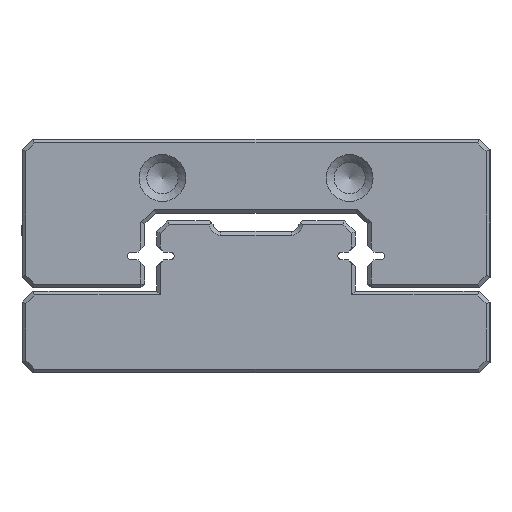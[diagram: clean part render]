
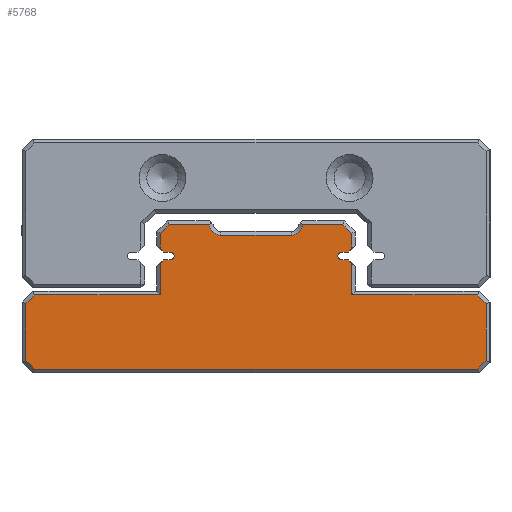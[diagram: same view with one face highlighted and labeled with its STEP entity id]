
A CAD part, left-side view. The second image highlights one B-rep face of the part: STEP entity #5768.
In plain terms, the highlighted planar face has unit normal (-1, 0, 0).
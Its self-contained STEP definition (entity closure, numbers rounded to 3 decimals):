
#5466=CIRCLE('',#24960,0.25);
#5472=CIRCLE('',#24978,0.25);
#5478=CIRCLE('',#24990,0.75);
#5479=CIRCLE('',#24991,0.75);
#5768=ADVANCED_FACE('',(#7834),#6991,.T.);
#6991=PLANE('',#24992);
#7834=FACE_OUTER_BOUND('',#8803,.T.);
#8803=EDGE_LOOP('',(#10542,#10543,#10544,#10545,#10546,#10547,#10548,#10549,
#10550,#10551,#10552,#10553,#10554,#10555,#10556,#10557,#10558,#10559,#10560,
#10561,#10562,#10563,#10564,#10565,#10566,#10567,#10568,#10569,#10570,#10571));
#10542=ORIENTED_EDGE('',*,*,#18029,.T.);
#10543=ORIENTED_EDGE('',*,*,#18030,.T.);
#10544=ORIENTED_EDGE('',*,*,#18031,.T.);
#10545=ORIENTED_EDGE('',*,*,#18032,.T.);
#10546=ORIENTED_EDGE('',*,*,#18033,.T.);
#10547=ORIENTED_EDGE('',*,*,#18034,.T.);
#10548=ORIENTED_EDGE('',*,*,#18035,.T.);
#10549=ORIENTED_EDGE('',*,*,#17955,.F.);
#10550=ORIENTED_EDGE('',*,*,#17949,.F.);
#10551=ORIENTED_EDGE('',*,*,#17946,.F.);
#10552=ORIENTED_EDGE('',*,*,#17943,.F.);
#10553=ORIENTED_EDGE('',*,*,#17941,.F.);
#10554=ORIENTED_EDGE('',*,*,#18036,.T.);
#10555=ORIENTED_EDGE('',*,*,#18037,.T.);
#10556=ORIENTED_EDGE('',*,*,#18038,.T.);
#10557=ORIENTED_EDGE('',*,*,#18039,.T.);
#10558=ORIENTED_EDGE('',*,*,#18040,.T.);
#10559=ORIENTED_EDGE('',*,*,#18041,.T.);
#10560=ORIENTED_EDGE('',*,*,#18042,.T.);
#10561=ORIENTED_EDGE('',*,*,#18043,.T.);
#10562=ORIENTED_EDGE('',*,*,#18044,.T.);
#10563=ORIENTED_EDGE('',*,*,#18045,.T.);
#10564=ORIENTED_EDGE('',*,*,#18046,.T.);
#10565=ORIENTED_EDGE('',*,*,#17999,.F.);
#10566=ORIENTED_EDGE('',*,*,#17993,.F.);
#10567=ORIENTED_EDGE('',*,*,#17990,.F.);
#10568=ORIENTED_EDGE('',*,*,#17987,.F.);
#10569=ORIENTED_EDGE('',*,*,#17985,.F.);
#10570=ORIENTED_EDGE('',*,*,#18047,.T.);
#10571=ORIENTED_EDGE('',*,*,#18048,.T.);
#16004=VERTEX_POINT('',#31185);
#16005=VERTEX_POINT('',#31187);
#16006=VERTEX_POINT('',#31191);
#16008=VERTEX_POINT('',#31197);
#16010=VERTEX_POINT('',#31203);
#16015=VERTEX_POINT('',#31215);
#16040=VERTEX_POINT('',#31277);
#16041=VERTEX_POINT('',#31279);
#16042=VERTEX_POINT('',#31283);
#16044=VERTEX_POINT('',#31289);
#16046=VERTEX_POINT('',#31295);
#16051=VERTEX_POINT('',#31307);
#16076=VERTEX_POINT('',#31366);
#16077=VERTEX_POINT('',#31367);
#16078=VERTEX_POINT('',#31369);
#16079=VERTEX_POINT('',#31371);
#16080=VERTEX_POINT('',#31373);
#16081=VERTEX_POINT('',#31375);
#16082=VERTEX_POINT('',#31377);
#16083=VERTEX_POINT('',#31380);
#16084=VERTEX_POINT('',#31382);
#16085=VERTEX_POINT('',#31384);
#16086=VERTEX_POINT('',#31386);
#16087=VERTEX_POINT('',#31388);
#16088=VERTEX_POINT('',#31390);
#16089=VERTEX_POINT('',#31392);
#16090=VERTEX_POINT('',#31394);
#16091=VERTEX_POINT('',#31396);
#16092=VERTEX_POINT('',#31398);
#16093=VERTEX_POINT('',#31401);
#17941=EDGE_CURVE('',#16004,#16005,#20708,.T.);
#17943=EDGE_CURVE('',#16005,#16006,#20710,.T.);
#17946=EDGE_CURVE('',#16006,#16008,#5466,.T.);
#17949=EDGE_CURVE('',#16008,#16010,#20714,.T.);
#17955=EDGE_CURVE('',#16010,#16015,#20720,.T.);
#17985=EDGE_CURVE('',#16040,#16041,#20746,.T.);
#17987=EDGE_CURVE('',#16041,#16042,#20748,.T.);
#17990=EDGE_CURVE('',#16042,#16044,#5472,.T.);
#17993=EDGE_CURVE('',#16044,#16046,#20752,.T.);
#17999=EDGE_CURVE('',#16046,#16051,#20758,.T.);
#18029=EDGE_CURVE('',#16076,#16077,#20784,.T.);
#18030=EDGE_CURVE('',#16077,#16078,#5478,.T.);
#18031=EDGE_CURVE('',#16078,#16079,#20785,.T.);
#18032=EDGE_CURVE('',#16079,#16080,#5479,.T.);
#18033=EDGE_CURVE('',#16080,#16081,#20786,.T.);
#18034=EDGE_CURVE('',#16081,#16082,#20787,.T.);
#18035=EDGE_CURVE('',#16082,#16015,#20788,.T.);
#18036=EDGE_CURVE('',#16004,#16083,#20789,.T.);
#18037=EDGE_CURVE('',#16083,#16084,#20790,.T.);
#18038=EDGE_CURVE('',#16084,#16085,#20791,.T.);
#18039=EDGE_CURVE('',#16085,#16086,#20792,.T.);
#18040=EDGE_CURVE('',#16086,#16087,#20793,.T.);
#18041=EDGE_CURVE('',#16087,#16088,#20794,.T.);
#18042=EDGE_CURVE('',#16088,#16089,#20795,.T.);
#18043=EDGE_CURVE('',#16089,#16090,#20796,.T.);
#18044=EDGE_CURVE('',#16090,#16091,#20797,.T.);
#18045=EDGE_CURVE('',#16091,#16092,#20798,.T.);
#18046=EDGE_CURVE('',#16092,#16051,#20799,.T.);
#18047=EDGE_CURVE('',#16040,#16093,#20800,.T.);
#18048=EDGE_CURVE('',#16093,#16076,#20801,.T.);
#20708=LINE('',#31186,#22830);
#20710=LINE('',#31190,#22832);
#20714=LINE('',#31202,#22836);
#20720=LINE('',#31214,#22842);
#20746=LINE('',#31278,#22868);
#20748=LINE('',#31282,#22870);
#20752=LINE('',#31294,#22874);
#20758=LINE('',#31306,#22880);
#20784=LINE('',#31365,#22906);
#20785=LINE('',#31370,#22907);
#20786=LINE('',#31374,#22908);
#20787=LINE('',#31376,#22909);
#20788=LINE('',#31378,#22910);
#20789=LINE('',#31379,#22911);
#20790=LINE('',#31381,#22912);
#20791=LINE('',#31383,#22913);
#20792=LINE('',#31385,#22914);
#20793=LINE('',#31387,#22915);
#20794=LINE('',#31389,#22916);
#20795=LINE('',#31391,#22917);
#20796=LINE('',#31393,#22918);
#20797=LINE('',#31395,#22919);
#20798=LINE('',#31397,#22920);
#20799=LINE('',#31399,#22921);
#20800=LINE('',#31400,#22922);
#20801=LINE('',#31402,#22923);
#22830=VECTOR('',#26355,1.);
#22832=VECTOR('',#26359,1.);
#22836=VECTOR('',#26371,1.);
#22842=VECTOR('',#26379,1.);
#22868=VECTOR('',#26429,1.);
#22870=VECTOR('',#26433,1.);
#22874=VECTOR('',#26445,1.);
#22880=VECTOR('',#26453,1.);
#22906=VECTOR('',#26495,1.);
#22907=VECTOR('',#26498,1.);
#22908=VECTOR('',#26501,1.);
#22909=VECTOR('',#26502,1.);
#22910=VECTOR('',#26503,1.);
#22911=VECTOR('',#26504,1.);
#22912=VECTOR('',#26505,1.);
#22913=VECTOR('',#26506,1.);
#22914=VECTOR('',#26507,1.);
#22915=VECTOR('',#26508,1.);
#22916=VECTOR('',#26509,1.);
#22917=VECTOR('',#26510,1.);
#22918=VECTOR('',#26511,1.);
#22919=VECTOR('',#26512,1.);
#22920=VECTOR('',#26513,1.);
#22921=VECTOR('',#26514,1.);
#22922=VECTOR('',#26515,1.);
#22923=VECTOR('',#26516,1.);
#24960=AXIS2_PLACEMENT_3D('',#31196,#26364,#26365);
#24978=AXIS2_PLACEMENT_3D('',#31288,#26438,#26439);
#24990=AXIS2_PLACEMENT_3D('',#31368,#26496,#26497);
#24991=AXIS2_PLACEMENT_3D('',#31372,#26499,#26500);
#24992=AXIS2_PLACEMENT_3D('',#31403,#26517,#26518);
#26355=DIRECTION('',(0.,-0.707,0.707));
#26359=DIRECTION('',(0.,-1.,0.));
#26364=DIRECTION('',(-1.,0.,0.));
#26365=DIRECTION('',(0.,1.,0.));
#26371=DIRECTION('',(0.,1.,0.));
#26379=DIRECTION('',(0.,0.707,0.707));
#26429=DIRECTION('',(0.,0.707,-0.707));
#26433=DIRECTION('',(0.,1.,0.));
#26438=DIRECTION('',(-1.,0.,0.));
#26439=DIRECTION('',(0.,1.,0.));
#26445=DIRECTION('',(0.,-1.,0.));
#26453=DIRECTION('',(0.,-0.707,-0.707));
#26495=DIRECTION('',(0.,1.,0.));
#26496=DIRECTION('',(1.,0.,0.));
#26497=DIRECTION('',(0.,0.,1.));
#26498=DIRECTION('',(0.,1.,0.));
#26499=DIRECTION('',(1.,0.,0.));
#26500=DIRECTION('',(0.,0.,1.));
#26501=DIRECTION('',(0.,1.,0.));
#26502=DIRECTION('',(0.,0.707,-0.707));
#26503=DIRECTION('',(0.,0.,-1.));
#26504=DIRECTION('',(0.,0.,-1.));
#26505=DIRECTION('',(0.,1.,0.));
#26506=DIRECTION('',(0.,0.707,-0.707));
#26507=DIRECTION('',(0.,0.,-1.));
#26508=DIRECTION('',(0.,-0.707,-0.707));
#26509=DIRECTION('',(0.,-1.,0.));
#26510=DIRECTION('',(0.,-0.707,0.707));
#26511=DIRECTION('',(0.,0.,1.));
#26512=DIRECTION('',(0.,0.707,0.707));
#26513=DIRECTION('',(0.,1.,0.));
#26514=DIRECTION('',(0.,0.,1.));
#26515=DIRECTION('',(0.,0.,1.));
#26516=DIRECTION('',(0.,0.707,0.707));
#26517=DIRECTION('',(-1.,0.,0.));
#26518=DIRECTION('',(0.,0.,-1.));
#31185=CARTESIAN_POINT('',(80.,21.125,7.064));
#31186=CARTESIAN_POINT('',(80.,21.375,6.814));
#31187=CARTESIAN_POINT('',(80.,20.939,7.25));
#31190=CARTESIAN_POINT('',(80.,20.939,7.25));
#31191=CARTESIAN_POINT('',(80.,20.5,7.25));
#31196=CARTESIAN_POINT('',(80.,20.5,7.5));
#31197=CARTESIAN_POINT('',(80.,20.5,7.75));
#31202=CARTESIAN_POINT('',(80.,20.5,7.75));
#31203=CARTESIAN_POINT('',(80.,20.939,7.75));
#31214=CARTESIAN_POINT('',(80.,20.939,7.75));
#31215=CARTESIAN_POINT('',(80.,21.125,7.936));
#31277=CARTESIAN_POINT('',(80.,8.875,7.936));
#31278=CARTESIAN_POINT('',(80.,8.625,8.186));
#31279=CARTESIAN_POINT('',(80.,9.061,7.75));
#31282=CARTESIAN_POINT('',(80.,9.061,7.75));
#31283=CARTESIAN_POINT('',(80.,9.5,7.75));
#31288=CARTESIAN_POINT('',(80.,9.5,7.5));
#31289=CARTESIAN_POINT('',(80.,9.5,7.25));
#31294=CARTESIAN_POINT('',(80.,9.5,7.25));
#31295=CARTESIAN_POINT('',(80.,9.061,7.25));
#31306=CARTESIAN_POINT('',(80.,9.061,7.25));
#31307=CARTESIAN_POINT('',(80.,8.875,7.064));
#31365=CARTESIAN_POINT('',(80.,12.25,9.5));
#31366=CARTESIAN_POINT('',(80.,9.429,9.5));
#31367=CARTESIAN_POINT('',(80.,12.004,9.5));
#31368=CARTESIAN_POINT('',(80.,12.75,9.575));
#31369=CARTESIAN_POINT('',(80.,12.75,8.825));
#31370=CARTESIAN_POINT('',(80.,17.25,8.825));
#31371=CARTESIAN_POINT('',(80.,17.25,8.825));
#31372=CARTESIAN_POINT('',(80.,17.25,9.575));
#31373=CARTESIAN_POINT('',(80.,17.996,9.5));
#31374=CARTESIAN_POINT('',(80.,20.675,9.5));
#31375=CARTESIAN_POINT('',(80.,20.571,9.5));
#31376=CARTESIAN_POINT('',(80.,21.536,8.536));
#31377=CARTESIAN_POINT('',(80.,21.125,8.946));
#31378=CARTESIAN_POINT('',(80.,21.125,8.186));
#31379=CARTESIAN_POINT('',(80.,21.125,5.25));
#31380=CARTESIAN_POINT('',(80.,21.125,5.));
#31381=CARTESIAN_POINT('',(80.,29.3,5.));
#31382=CARTESIAN_POINT('',(80.,29.196,5.));
#31383=CARTESIAN_POINT('',(80.,23.598,10.598));
#31384=CARTESIAN_POINT('',(80.,29.75,4.446));
#31385=CARTESIAN_POINT('',(80.,29.75,0.7));
#31386=CARTESIAN_POINT('',(80.,29.75,0.804));
#31387=CARTESIAN_POINT('',(80.,28.473,-0.473));
#31388=CARTESIAN_POINT('',(80.,29.196,0.25));
#31389=CARTESIAN_POINT('',(80.,0.7,0.25));
#31390=CARTESIAN_POINT('',(80.,0.804,0.25));
#31391=CARTESIAN_POINT('',(80.,7.027,-5.973));
#31392=CARTESIAN_POINT('',(80.,0.25,0.804));
#31393=CARTESIAN_POINT('',(80.,0.25,4.55));
#31394=CARTESIAN_POINT('',(80.,0.25,4.446));
#31395=CARTESIAN_POINT('',(80.,11.902,16.098));
#31396=CARTESIAN_POINT('',(80.,0.804,5.));
#31397=CARTESIAN_POINT('',(80.,8.625,5.));
#31398=CARTESIAN_POINT('',(80.,8.875,5.));
#31399=CARTESIAN_POINT('',(80.,8.875,6.814));
#31400=CARTESIAN_POINT('',(80.,8.875,9.05));
#31401=CARTESIAN_POINT('',(80.,8.875,8.946));
#31402=CARTESIAN_POINT('',(80.,13.964,14.036));
#31403=CARTESIAN_POINT('',(80.,20.5,7.5));
